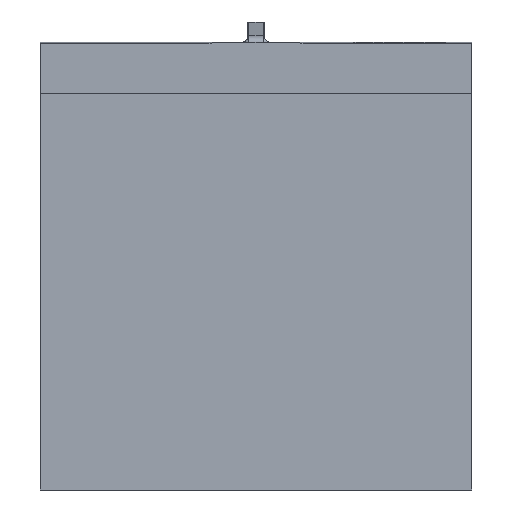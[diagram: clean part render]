
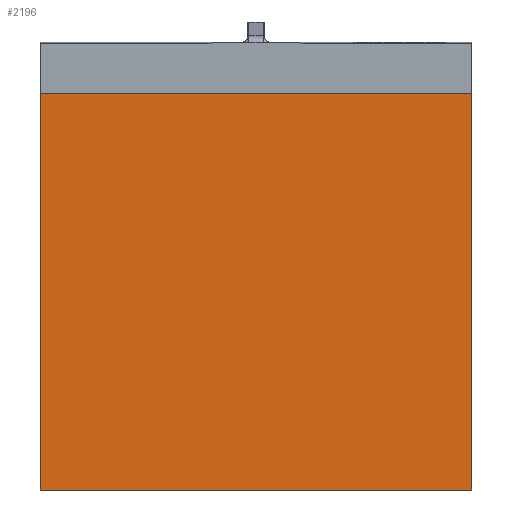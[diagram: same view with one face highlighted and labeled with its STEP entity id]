
A CAD part, front view. The second image highlights one B-rep face of the part: STEP entity #2196.
In plain terms, the highlighted planar face has unit normal (0, -1, 0).
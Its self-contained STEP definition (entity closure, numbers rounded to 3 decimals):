
#133=CARTESIAN_POINT('Line Origine',(0.,-14.6,-37.81)) ;
#137=CARTESIAN_POINT('Vertex',(-19.05,-14.6,-37.81)) ;
#139=CARTESIAN_POINT('Vertex',(19.05,-14.6,-37.81)) ;
#173=CARTESIAN_POINT('Line Origine',(19.05,-14.6,-20.28)) ;
#177=CARTESIAN_POINT('Vertex',(19.05,-14.6,-2.75)) ;
#208=CARTESIAN_POINT('Vertex',(-19.05,-14.6,-2.75)) ;
#218=CARTESIAN_POINT('Line Origine',(-19.05,-14.6,-20.28)) ;
#2087=CARTESIAN_POINT('Line Origine',(-13.275,-14.6,-2.75)) ;
#2091=CARTESIAN_POINT('Vertex',(-7.5,-14.6,-2.75)) ;
#2094=CARTESIAN_POINT('Line Origine',(-7.378,-14.6,-2.75)) ;
#2098=CARTESIAN_POINT('Vertex',(-7.256,-14.6,-2.75)) ;
#2101=CARTESIAN_POINT('Line Origine',(0.,-14.6,-2.75)) ;
#2105=CARTESIAN_POINT('Vertex',(7.256,-14.6,-2.75)) ;
#2108=CARTESIAN_POINT('Line Origine',(7.378,-14.6,-2.75)) ;
#2112=CARTESIAN_POINT('Vertex',(7.5,-14.6,-2.75)) ;
#2115=CARTESIAN_POINT('Line Origine',(13.275,-14.6,-2.75)) ;
#2181=CARTESIAN_POINT('Axis2P3D Location',(0.,-14.6,-37.81)) ;
#134=DIRECTION('Vector Direction',(1.,0.,0.)) ;
#174=DIRECTION('Vector Direction',(0.,0.,1.)) ;
#219=DIRECTION('Vector Direction',(0.,0.,1.)) ;
#2088=DIRECTION('Vector Direction',(1.,0.,0.)) ;
#2095=DIRECTION('Vector Direction',(1.,0.,0.)) ;
#2102=DIRECTION('Vector Direction',(1.,0.,0.)) ;
#2109=DIRECTION('Vector Direction',(1.,0.,0.)) ;
#2116=DIRECTION('Vector Direction',(-1.,0.,0.)) ;
#2182=DIRECTION('Axis2P3D Direction',(0.,1.,0.)) ;
#2183=DIRECTION('Axis2P3D XDirection',(0.,0.,1.)) ;
#2184=AXIS2_PLACEMENT_3D('Plane Axis2P3D',#2181,#2182,#2183) ;
#2187=ORIENTED_EDGE('',*,*,#2107,.F.) ;
#2188=ORIENTED_EDGE('',*,*,#2100,.F.) ;
#2189=ORIENTED_EDGE('',*,*,#2093,.F.) ;
#2190=ORIENTED_EDGE('',*,*,#222,.T.) ;
#2191=ORIENTED_EDGE('',*,*,#141,.T.) ;
#2192=ORIENTED_EDGE('',*,*,#179,.F.) ;
#2193=ORIENTED_EDGE('',*,*,#2119,.T.) ;
#2194=ORIENTED_EDGE('',*,*,#2114,.T.) ;
#135=VECTOR('Line Direction',#134,1.) ;
#175=VECTOR('Line Direction',#174,1.) ;
#220=VECTOR('Line Direction',#219,1.) ;
#2089=VECTOR('Line Direction',#2088,1.) ;
#2096=VECTOR('Line Direction',#2095,1.) ;
#2103=VECTOR('Line Direction',#2102,1.) ;
#2110=VECTOR('Line Direction',#2109,1.) ;
#2117=VECTOR('Line Direction',#2116,1.) ;
#2196=ADVANCED_FACE('PartBody',(#2195),#2185,.F.) ;
#141=EDGE_CURVE('',#138,#140,#136,.T.) ;
#179=EDGE_CURVE('',#178,#140,#176,.F.) ;
#222=EDGE_CURVE('',#209,#138,#221,.F.) ;
#2093=EDGE_CURVE('',#209,#2092,#2090,.T.) ;
#2100=EDGE_CURVE('',#2092,#2099,#2097,.T.) ;
#2107=EDGE_CURVE('',#2099,#2106,#2104,.T.) ;
#2114=EDGE_CURVE('',#2113,#2106,#2111,.F.) ;
#2119=EDGE_CURVE('',#178,#2113,#2118,.T.) ;
#2186=EDGE_LOOP('',(#2187,#2188,#2189,#2190,#2191,#2192,#2193,#2194)) ;
#2195=FACE_OUTER_BOUND('',#2186,.T.) ;
#136=LINE('Line',#133,#135) ;
#176=LINE('Line',#173,#175) ;
#221=LINE('Line',#218,#220) ;
#2090=LINE('Line',#2087,#2089) ;
#2097=LINE('Line',#2094,#2096) ;
#2104=LINE('Line',#2101,#2103) ;
#2111=LINE('Line',#2108,#2110) ;
#2118=LINE('Line',#2115,#2117) ;
#2185=PLANE('Plane',#2184) ;
#138=VERTEX_POINT('',#137) ;
#140=VERTEX_POINT('',#139) ;
#178=VERTEX_POINT('',#177) ;
#209=VERTEX_POINT('',#208) ;
#2092=VERTEX_POINT('',#2091) ;
#2099=VERTEX_POINT('',#2098) ;
#2106=VERTEX_POINT('',#2105) ;
#2113=VERTEX_POINT('',#2112) ;
